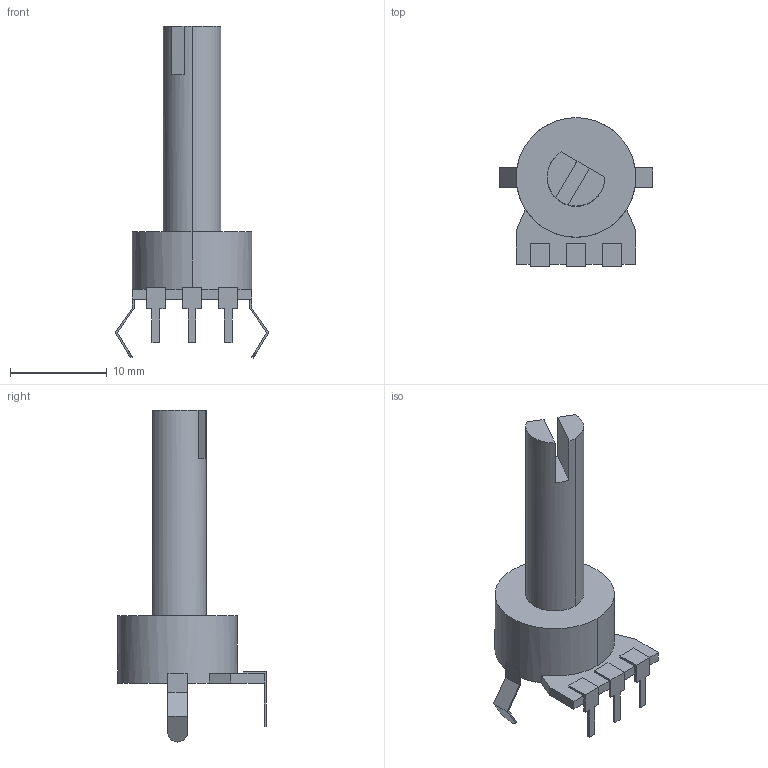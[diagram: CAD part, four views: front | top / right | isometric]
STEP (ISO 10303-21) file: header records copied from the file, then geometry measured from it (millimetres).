
FILE_DESCRIPTION(('CAx-IF Rec.Pracs.---Model Styling and Organization---1.5---2016-08-15','CAx-IF Rec.Pracs.---Geometric and Assembly Validation Properties---4.4---2016-08-17','CAx-IF Rec.Pracs.---User Defined Attributes---1.5---2016-08-15','CAx-IF Rec.Pracs.---External References---2.1---2005-01-19'),'2;1');
FILE_NAME('571967.step','2023-10-21T16:39:05',('Unspecified'),('Unspecified'),'CAD Exchanger 3.10.2 (cadexchanger.com)','Unspecified','');
FILE_SCHEMA(('AUTOMOTIVE_DESIGN { 1 0 10303 214 1 1 1 1 }'));
Length unit declared in the file: millimetre
Products named in the file (1): PDB12-H4301-105BF
Bounding box: 15.94 x 15.4 x 34.4 mm (x, y, z)
Volume: 1356 mm3; surface area: 1130.9 mm2
Topology: 1 solids, 1 shells, 77 faces, 214 edges, 140 vertices
Faces by surface type: plane 70, cylinder 7
Entity records: 2863 total; most frequent: CARTESIAN_POINT 432, ORIENTED_EDGE 428, DIRECTION 394, EDGE_CURVE 214, LINE 190, VECTOR 190, VERTEX_POINT 140, AXIS2_PLACEMENT_3D 102
